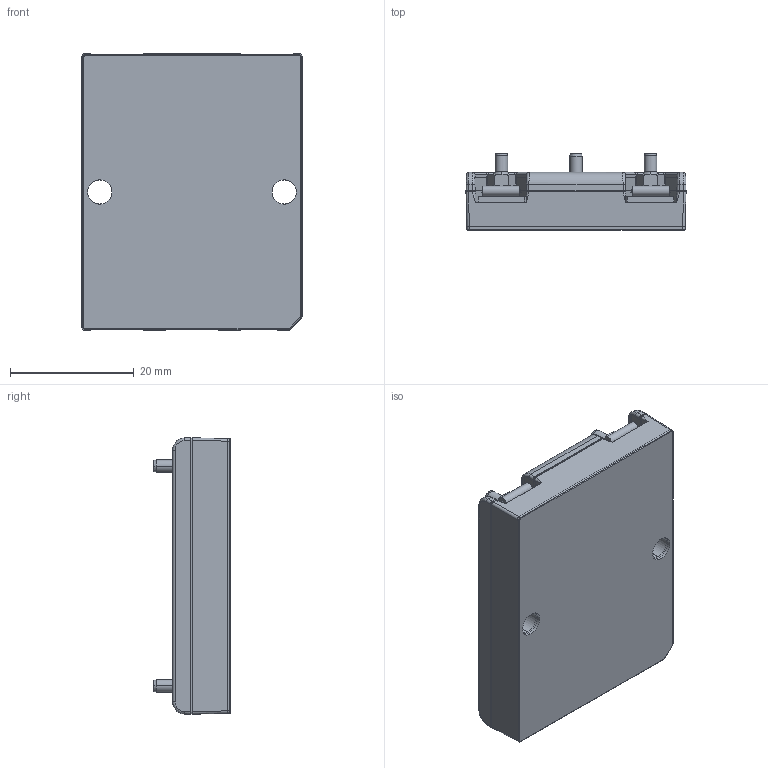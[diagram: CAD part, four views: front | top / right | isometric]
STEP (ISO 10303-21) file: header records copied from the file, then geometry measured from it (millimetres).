
FILE_DESCRIPTION (( 'STEP AP214' ), '1' );
FILE_NAME ('VIA-1714-shortpin-TPM_WEBSITE VERSION.STEP', '2020-12-11T13:16:45', ( '' ), ( '' ), 'SwSTEP 2.0', 'SolidWorks 2017', '' );
FILE_SCHEMA (( 'AUTOMOTIVE_DESIGN' ));
Length unit declared in the file: millimetre
Products named in the file (1): VIA-1714-shortpin-TPM_WEBSITE VERSION
Bounding box: 35.5 x 12.34 x 44.6 mm (x, y, z)
Volume: 19363.7 mm3; surface area: 15874.8 mm2
Topology: 35 solids, 35 shells, 1768 faces, 4697 edges, 2990 vertices
Faces by surface type: cylinder 696, plane 458, cone 382, bspline 232
Entity records: 90104 total; most frequent: CARTESIAN_POINT 29809, ORIENTED_EDGE 9374, DIRECTION 7278, EDGE_CURVE 4687, VERTEX_POINT 2990, AXIS2_PLACEMENT_3D 2657, VECTOR 1964, LINE 1964
